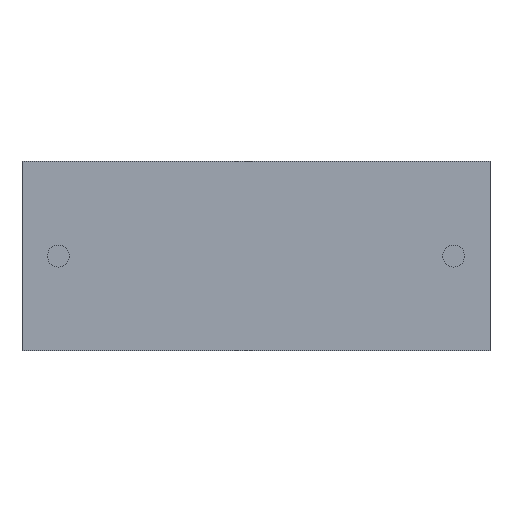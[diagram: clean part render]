
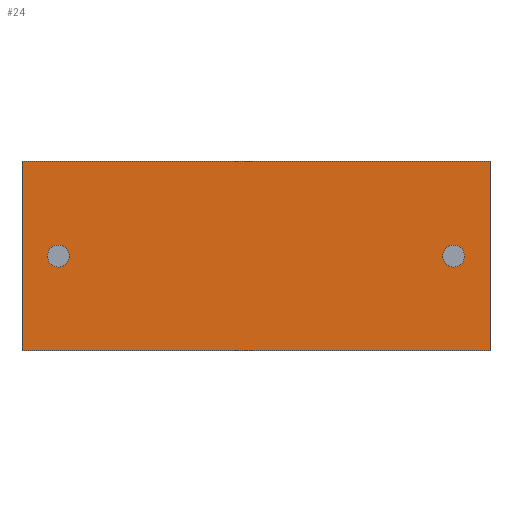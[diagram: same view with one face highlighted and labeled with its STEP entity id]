
A CAD part, front view. The second image highlights one B-rep face of the part: STEP entity #24.
In plain terms, the highlighted planar face has unit normal (0, -1, 0).
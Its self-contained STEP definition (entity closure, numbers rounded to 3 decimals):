
#24 = ADVANCED_FACE ( 'NONE', ( #2285, #866, #1312 ), #661, .F. ) ;
#105 = AXIS2_PLACEMENT_3D ( 'NONE', #715, #332, #920 ) ;
#122 = DIRECTION ( 'NONE',  ( 0., 0., -1. ) ) ;
#131 = CARTESIAN_POINT ( 'NONE',  ( 0., 0., 0. ) ) ;
#227 = ORIENTED_EDGE ( 'NONE', *, *, #1939, .F. ) ;
#245 = LINE ( 'NONE', #335, #740 ) ;
#332 = DIRECTION ( 'NONE',  ( 0., 1., 0. ) ) ;
#335 = CARTESIAN_POINT ( 'NONE',  ( 18., 0., 7.3 ) ) ;
#359 = DIRECTION ( 'NONE',  ( 0., 1., 0. ) ) ;
#438 = ORIENTED_EDGE ( 'NONE', *, *, #1513, .T. ) ;
#445 = AXIS2_PLACEMENT_3D ( 'NONE', #1188, #604, #787 ) ;
#450 = EDGE_CURVE ( 'NONE', #2027, #1648, #1997, .T. ) ;
#479 = ORIENTED_EDGE ( 'NONE', *, *, #865, .T. ) ;
#501 = CARTESIAN_POINT ( 'NONE',  ( 0., 0., 7.3 ) ) ;
#506 = VERTEX_POINT ( 'NONE', #911 ) ;
#542 = DIRECTION ( 'NONE',  ( 0., 0., -1. ) ) ;
#557 = EDGE_CURVE ( 'NONE', #842, #1896, #1874, .T. ) ;
#593 = VECTOR ( 'NONE', #1202, 1000. ) ;
#604 = DIRECTION ( 'NONE',  ( 0., -1., 0. ) ) ;
#623 = CARTESIAN_POINT ( 'NONE',  ( 18., 0., 0. ) ) ;
#654 = LINE ( 'NONE', #2143, #593 ) ;
#661 = PLANE ( 'NONE',  #2267 ) ;
#715 = CARTESIAN_POINT ( 'NONE',  ( 16.6, 0., 3.65 ) ) ;
#740 = VECTOR ( 'NONE', #542, 1000. ) ;
#787 = DIRECTION ( 'NONE',  ( 0., 0., 1. ) ) ;
#842 = VERTEX_POINT ( 'NONE', #2014 ) ;
#860 = VERTEX_POINT ( 'NONE', #864 ) ;
#864 = CARTESIAN_POINT ( 'NONE',  ( 18., 0., 7.3 ) ) ;
#865 = EDGE_CURVE ( 'NONE', #1648, #2027, #1865, .T. ) ;
#866 = FACE_OUTER_BOUND ( 'NONE', #1921, .T. ) ;
#880 = DIRECTION ( 'NONE',  ( 0., 1., 0. ) ) ;
#911 = CARTESIAN_POINT ( 'NONE',  ( 0., 0., 0. ) ) ;
#920 = DIRECTION ( 'NONE',  ( 0., 0., -1. ) ) ;
#986 = DIRECTION ( 'NONE',  ( 0., 0., 1. ) ) ;
#1081 = DIRECTION ( 'NONE',  ( 0., 0., -1. ) ) ;
#1089 = AXIS2_PLACEMENT_3D ( 'NONE', #1501, #359, #1081 ) ;
#1138 = ORIENTED_EDGE ( 'NONE', *, *, #1289, .T. ) ;
#1161 = AXIS2_PLACEMENT_3D ( 'NONE', #1746, #1941, #986 ) ;
#1185 = LINE ( 'NONE', #501, #2153 ) ;
#1188 = CARTESIAN_POINT ( 'NONE',  ( 1.4, 0., 3.65 ) ) ;
#1202 = DIRECTION ( 'NONE',  ( 1., 0., 0. ) ) ;
#1207 = VECTOR ( 'NONE', #1256, 1000. ) ;
#1256 = DIRECTION ( 'NONE',  ( 1., 0., 0. ) ) ;
#1289 = EDGE_CURVE ( 'NONE', #2370, #506, #1185, .T. ) ;
#1312 = FACE_BOUND ( 'NONE', #1354, .T. ) ;
#1354 = EDGE_LOOP ( 'NONE', ( #1386, #1372 ) ) ;
#1372 = ORIENTED_EDGE ( 'NONE', *, *, #1729, .F. ) ;
#1386 = ORIENTED_EDGE ( 'NONE', *, *, #557, .F. ) ;
#1467 = DIRECTION ( 'NONE',  ( 0., 0., 1. ) ) ;
#1501 = CARTESIAN_POINT ( 'NONE',  ( 16.6, 0., 3.65 ) ) ;
#1513 = EDGE_CURVE ( 'NONE', #506, #2314, #1714, .T. ) ;
#1530 = EDGE_CURVE ( 'NONE', #860, #2314, #245, .T. ) ;
#1648 = VERTEX_POINT ( 'NONE', #1682 ) ;
#1682 = CARTESIAN_POINT ( 'NONE',  ( 16.6, 0., 3.225 ) ) ;
#1705 = ORIENTED_EDGE ( 'NONE', *, *, #1530, .F. ) ;
#1707 = CIRCLE ( 'NONE', #445, 0.425 ) ;
#1714 = LINE ( 'NONE', #131, #1207 ) ;
#1729 = EDGE_CURVE ( 'NONE', #1896, #842, #1707, .T. ) ;
#1746 = CARTESIAN_POINT ( 'NONE',  ( 1.4, 0., 3.65 ) ) ;
#1776 = CARTESIAN_POINT ( 'NONE',  ( 1.4, 0., 3.225 ) ) ;
#1865 = CIRCLE ( 'NONE', #1089, 0.425 ) ;
#1874 = CIRCLE ( 'NONE', #1161, 0.425 ) ;
#1896 = VERTEX_POINT ( 'NONE', #1776 ) ;
#1921 = EDGE_LOOP ( 'NONE', ( #438, #1705, #227, #1138 ) ) ;
#1931 = CARTESIAN_POINT ( 'NONE',  ( 0., 0., 7.3 ) ) ;
#1939 = EDGE_CURVE ( 'NONE', #2370, #860, #654, .T. ) ;
#1941 = DIRECTION ( 'NONE',  ( 0., -1., 0. ) ) ;
#1957 = EDGE_LOOP ( 'NONE', ( #1972, #479 ) ) ;
#1972 = ORIENTED_EDGE ( 'NONE', *, *, #450, .T. ) ;
#1997 = CIRCLE ( 'NONE', #105, 0.425 ) ;
#2014 = CARTESIAN_POINT ( 'NONE',  ( 1.4, 0., 4.075 ) ) ;
#2027 = VERTEX_POINT ( 'NONE', #2040 ) ;
#2040 = CARTESIAN_POINT ( 'NONE',  ( 16.6, 0., 4.075 ) ) ;
#2143 = CARTESIAN_POINT ( 'NONE',  ( 0., 0., 7.3 ) ) ;
#2153 = VECTOR ( 'NONE', #122, 1000. ) ;
#2204 = CARTESIAN_POINT ( 'NONE',  ( 0., 0., 7.3 ) ) ;
#2267 = AXIS2_PLACEMENT_3D ( 'NONE', #2204, #880, #1467 ) ;
#2285 = FACE_BOUND ( 'NONE', #1957, .T. ) ;
#2314 = VERTEX_POINT ( 'NONE', #623 ) ;
#2370 = VERTEX_POINT ( 'NONE', #1931 ) ;
